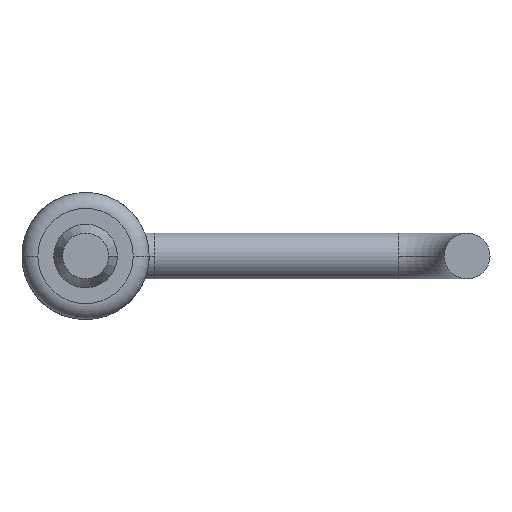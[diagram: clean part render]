
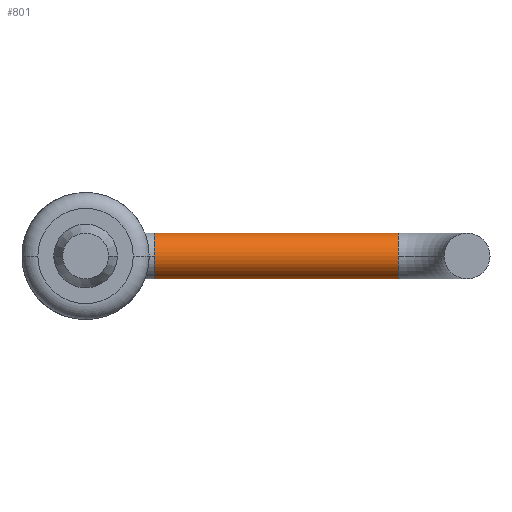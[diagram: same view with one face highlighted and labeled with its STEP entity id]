
A CAD part, front view. The second image highlights one B-rep face of the part: STEP entity #801.
In plain terms, the highlighted cylindrical face has radius 0.229 mm (diameter 0.458 mm), a partial arc.
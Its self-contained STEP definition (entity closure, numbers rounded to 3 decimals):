
#38 = AXIS2_PLACEMENT_3D ( 'NONE', #698, #3291, #1531 ) ;
#72 = CARTESIAN_POINT ( 'NONE',  ( 0.687, 4.941, 0. ) ) ;
#168 = ORIENTED_EDGE ( 'NONE', *, *, #1982, .F. ) ;
#226 = EDGE_LOOP ( 'NONE', ( #168, #2410, #3297, #345, #2889, #2187 ) ) ;
#249 = DIRECTION ( 'NONE',  ( 0., 1., 0. ) ) ;
#345 = ORIENTED_EDGE ( 'NONE', *, *, #690, .T. ) ;
#493 = DIRECTION ( 'NONE',  ( 0., 0., 1. ) ) ;
#536 = DIRECTION ( 'NONE',  ( 1., 0., 0. ) ) ;
#690 = EDGE_CURVE ( 'NONE', #1876, #2328, #1167, .T. ) ;
#698 = CARTESIAN_POINT ( 'NONE',  ( 3.123, 5.17, 0. ) ) ;
#757 = AXIS2_PLACEMENT_3D ( 'NONE', #3708, #2225, #493 ) ;
#801 = ADVANCED_FACE ( 'NONE', ( #1540 ), #971, .T. ) ;
#930 = CIRCLE ( 'NONE', #1153, 0.229 ) ;
#971 = CYLINDRICAL_SURFACE ( 'NONE', #757, 0.229 ) ;
#1075 = DIRECTION ( 'NONE',  ( -1., 0., 0. ) ) ;
#1081 = CARTESIAN_POINT ( 'NONE',  ( 3.123, 5.17, 0. ) ) ;
#1125 = DIRECTION ( 'NONE',  ( 0., 1., 0. ) ) ;
#1153 = AXIS2_PLACEMENT_3D ( 'NONE', #1697, #2580, #1125 ) ;
#1167 = LINE ( 'NONE', #2034, #1661 ) ;
#1192 = CARTESIAN_POINT ( 'NONE',  ( 3.123, 5.17, -0.229 ) ) ;
#1195 = EDGE_CURVE ( 'NONE', #1876, #1570, #1554, .T. ) ;
#1328 = CARTESIAN_POINT ( 'NONE',  ( 0.687, 5.17, 0.229 ) ) ;
#1362 = CIRCLE ( 'NONE', #1668, 0.229 ) ;
#1531 = DIRECTION ( 'NONE',  ( 0., 1., 0. ) ) ;
#1540 = FACE_OUTER_BOUND ( 'NONE', #226, .T. ) ;
#1554 = CIRCLE ( 'NONE', #38, 0.229 ) ;
#1570 = VERTEX_POINT ( 'NONE', #2025 ) ;
#1610 = CARTESIAN_POINT ( 'NONE',  ( 3.123, 5.17, 0.229 ) ) ;
#1634 = DIRECTION ( 'NONE',  ( 0., 1., 0. ) ) ;
#1661 = VECTOR ( 'NONE', #2319, 1000. ) ;
#1668 = AXIS2_PLACEMENT_3D ( 'NONE', #2563, #536, #249 ) ;
#1697 = CARTESIAN_POINT ( 'NONE',  ( 0.687, 5.17, 0. ) ) ;
#1876 = VERTEX_POINT ( 'NONE', #1610 ) ;
#1982 = EDGE_CURVE ( 'NONE', #3728, #2368, #3795, .T. ) ;
#1987 = CARTESIAN_POINT ( 'NONE',  ( 3.123, 5.17, -0.229 ) ) ;
#2012 = EDGE_CURVE ( 'NONE', #2328, #2896, #930, .T. ) ;
#2025 = CARTESIAN_POINT ( 'NONE',  ( 3.123, 4.941, 0. ) ) ;
#2034 = CARTESIAN_POINT ( 'NONE',  ( 3.123, 5.17, 0.229 ) ) ;
#2187 = ORIENTED_EDGE ( 'NONE', *, *, #3062, .T. ) ;
#2201 = CARTESIAN_POINT ( 'NONE',  ( 0.687, 5.17, -0.229 ) ) ;
#2225 = DIRECTION ( 'NONE',  ( -1., 0., 0. ) ) ;
#2319 = DIRECTION ( 'NONE',  ( -1., 0., 0. ) ) ;
#2328 = VERTEX_POINT ( 'NONE', #1328 ) ;
#2368 = VERTEX_POINT ( 'NONE', #2201 ) ;
#2410 = ORIENTED_EDGE ( 'NONE', *, *, #3073, .F. ) ;
#2563 = CARTESIAN_POINT ( 'NONE',  ( 0.687, 5.17, 0. ) ) ;
#2580 = DIRECTION ( 'NONE',  ( 1., 0., 0. ) ) ;
#2746 = VECTOR ( 'NONE', #1075, 1000. ) ;
#2820 = DIRECTION ( 'NONE',  ( 1., 0., 0. ) ) ;
#2889 = ORIENTED_EDGE ( 'NONE', *, *, #2012, .T. ) ;
#2896 = VERTEX_POINT ( 'NONE', #72 ) ;
#3062 = EDGE_CURVE ( 'NONE', #2896, #2368, #1362, .T. ) ;
#3073 = EDGE_CURVE ( 'NONE', #1570, #3728, #3088, .T. ) ;
#3088 = CIRCLE ( 'NONE', #3715, 0.229 ) ;
#3291 = DIRECTION ( 'NONE',  ( 1., 0., 0. ) ) ;
#3297 = ORIENTED_EDGE ( 'NONE', *, *, #1195, .F. ) ;
#3708 = CARTESIAN_POINT ( 'NONE',  ( 3.123, 5.17, 0. ) ) ;
#3715 = AXIS2_PLACEMENT_3D ( 'NONE', #1081, #2820, #1634 ) ;
#3728 = VERTEX_POINT ( 'NONE', #1192 ) ;
#3795 = LINE ( 'NONE', #1987, #2746 ) ;
